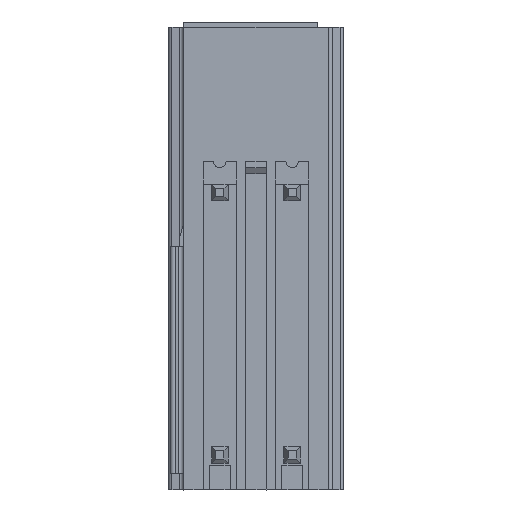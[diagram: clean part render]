
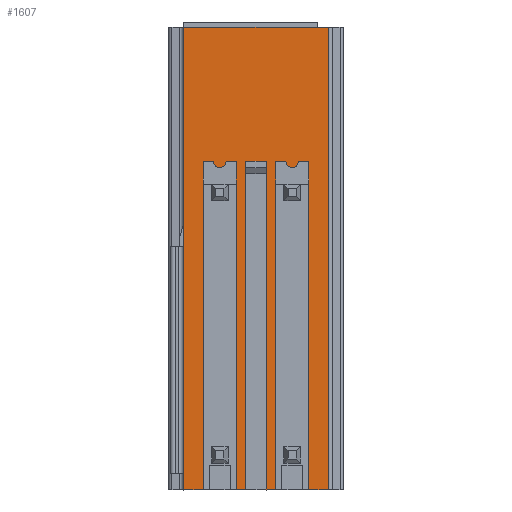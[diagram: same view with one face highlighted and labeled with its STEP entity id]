
A CAD part, front view. The second image highlights one B-rep face of the part: STEP entity #1607.
In plain terms, the highlighted planar face has unit normal (0, -1, 0).
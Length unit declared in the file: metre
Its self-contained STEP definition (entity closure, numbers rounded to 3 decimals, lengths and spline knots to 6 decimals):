
#1607=ADVANCED_FACE('',(#3329),#3330,.T.);
#3329=FACE_OUTER_BOUND('',#5475,.T.);
#3330=PLANE('',#5476);
#5475=EDGE_LOOP('',(#9018,#9019,#9020,#9021,#9022,#9023,#9024,#9025,#9026,#9027,#9028,#9029,#9030,#9031,#9032,#9033,#9034,#9035,#9036,#9037,#9038,#9039,#9040,#9041));
#5476=AXIS2_PLACEMENT_3D('',#9042,#9043,#9044);
#9018=ORIENTED_EDGE('',*,*,#9671,.T.);
#9019=ORIENTED_EDGE('',*,*,#9739,.F.);
#9020=ORIENTED_EDGE('',*,*,#10497,.F.);
#9021=ORIENTED_EDGE('',*,*,#10234,.T.);
#9022=ORIENTED_EDGE('',*,*,#10668,.F.);
#9023=ORIENTED_EDGE('',*,*,#10489,.T.);
#9024=ORIENTED_EDGE('',*,*,#10617,.T.);
#9025=ORIENTED_EDGE('',*,*,#10577,.F.);
#9026=ORIENTED_EDGE('',*,*,#10673,.F.);
#9027=ORIENTED_EDGE('',*,*,#10609,.F.);
#9028=ORIENTED_EDGE('',*,*,#9825,.T.);
#9029=ORIENTED_EDGE('',*,*,#9785,.F.);
#9030=ORIENTED_EDGE('',*,*,#9765,.T.);
#9031=ORIENTED_EDGE('',*,*,#10373,.F.);
#9032=ORIENTED_EDGE('',*,*,#9733,.F.);
#9033=ORIENTED_EDGE('',*,*,#10078,.T.);
#9034=ORIENTED_EDGE('',*,*,#10672,.F.);
#9035=ORIENTED_EDGE('',*,*,#9768,.F.);
#9036=ORIENTED_EDGE('',*,*,#10548,.T.);
#9037=ORIENTED_EDGE('',*,*,#10698,.T.);
#9038=ORIENTED_EDGE('',*,*,#10670,.F.);
#9039=ORIENTED_EDGE('',*,*,#10098,.F.);
#9040=ORIENTED_EDGE('',*,*,#9932,.T.);
#9041=ORIENTED_EDGE('',*,*,#9968,.F.);
#9042=CARTESIAN_POINT('',(0.038695,0.,0.000003));
#9043=DIRECTION('',(0.,-1.0,0.));
#9044=DIRECTION('',(-1.0,0.,0.));
#9671=EDGE_CURVE('',#10920,#10918,#10921,.T.);
#9733=EDGE_CURVE('',#11010,#11012,#11013,.T.);
#9739=EDGE_CURVE('',#11020,#10918,#11021,.T.);
#9765=EDGE_CURVE('',#11055,#11059,#11061,.T.);
#9768=EDGE_CURVE('',#11064,#11066,#11067,.T.);
#9785=EDGE_CURVE('',#11055,#11095,#11096,.T.);
#9825=EDGE_CURVE('',#11152,#11095,#11154,.T.);
#9932=EDGE_CURVE('',#11312,#11314,#11316,.T.);
#9968=EDGE_CURVE('',#10920,#11314,#11371,.T.);
#10078=EDGE_CURVE('',#11010,#11531,#11533,.T.);
#10098=EDGE_CURVE('',#11312,#11561,#11562,.T.);
#10234=EDGE_CURVE('',#11751,#11754,#11756,.T.);
#10373=EDGE_CURVE('',#11012,#11059,#11938,.T.);
#10489=EDGE_CURVE('',#12078,#12076,#12079,.T.);
#10497=EDGE_CURVE('',#11751,#11020,#12089,.T.);
#10548=EDGE_CURVE('',#11064,#12151,#12153,.T.);
#10577=EDGE_CURVE('',#12185,#12178,#12187,.T.);
#10609=EDGE_CURVE('',#11152,#12226,#12227,.T.);
#10617=EDGE_CURVE('',#12076,#12178,#12235,.T.);
#10668=EDGE_CURVE('',#12078,#11754,#12292,.T.);
#10670=EDGE_CURVE('',#11561,#12294,#12295,.T.);
#10672=EDGE_CURVE('',#11066,#11531,#12297,.T.);
#10673=EDGE_CURVE('',#12226,#12185,#12298,.T.);
#10698=EDGE_CURVE('',#12151,#12294,#12325,.T.);
#10918=VERTEX_POINT('',#12612);
#10920=VERTEX_POINT('',#12615);
#10921=CIRCLE('',#12616,0.0003);
#11010=VERTEX_POINT('',#12782);
#11012=VERTEX_POINT('',#12785);
#11013=LINE('',#12786,#12787);
#11020=VERTEX_POINT('',#12797);
#11021=LINE('',#12798,#12799);
#11055=VERTEX_POINT('',#12849);
#11059=VERTEX_POINT('',#12854);
#11061=CIRCLE('',#12857,0.0003);
#11064=VERTEX_POINT('',#12860);
#11066=VERTEX_POINT('',#12863);
#11067=LINE('',#12864,#12865);
#11095=VERTEX_POINT('',#12904);
#11096=LINE('',#12905,#12906);
#11152=VERTEX_POINT('',#12983);
#11154=LINE('',#12986,#12987);
#11312=VERTEX_POINT('',#13216);
#11314=VERTEX_POINT('',#13219);
#11316=LINE('',#13222,#13223);
#11371=LINE('',#13300,#13301);
#11531=VERTEX_POINT('',#13555);
#11533=LINE('',#13558,#13559);
#11561=VERTEX_POINT('',#13598);
#11562=LINE('',#13599,#13600);
#11751=VERTEX_POINT('',#13873);
#11754=VERTEX_POINT('',#13878);
#11756=LINE('',#13881,#13882);
#11938=LINE('',#14153,#14154);
#12076=VERTEX_POINT('',#14349);
#12078=VERTEX_POINT('',#14352);
#12079=LINE('',#14353,#14354);
#12089=LINE('',#14370,#14371);
#12151=VERTEX_POINT('',#14458);
#12153=LINE('',#14461,#14462);
#12178=VERTEX_POINT('',#14497);
#12185=VERTEX_POINT('',#14508);
#12187=LINE('',#14511,#14512);
#12226=VERTEX_POINT('',#14568);
#12227=LINE('',#14569,#14570);
#12235=LINE('',#14581,#14582);
#12292=LINE('',#14666,#14667);
#12294=VERTEX_POINT('',#14670);
#12295=LINE('',#14671,#14672);
#12297=LINE('',#14675,#14676);
#12298=LINE('',#14677,#14678);
#12325=LINE('',#14710,#14711);
#12612=CARTESIAN_POINT('',(0.005549,0.,-0.006498));
#12615=CARTESIAN_POINT('',(0.004949,0.,-0.006498));
#12616=AXIS2_PLACEMENT_3D('',#14871,#14872,#14873);
#12782=CARTESIAN_POINT('',(0.002549,0.,-0.007598));
#12785=CARTESIAN_POINT('',(0.002547,0.,-0.006498));
#12786=CARTESIAN_POINT('',(0.002575,0.,-0.0224));
#12787=VECTOR('',#14936,1.0);
#12797=CARTESIAN_POINT('',(0.006047,0.,-0.006498));
#12798=CARTESIAN_POINT('',(0.004449,0.,-0.006498));
#12799=VECTOR('',#14940,1.0);
#12849=CARTESIAN_POINT('',(0.001449,0.,-0.006498));
#12854=CARTESIAN_POINT('',(0.002049,0.,-0.006498));
#12857=AXIS2_PLACEMENT_3D('',#14962,#14963,#14964);
#12860=CARTESIAN_POINT('',(0.003,0.,-0.006498));
#12863=CARTESIAN_POINT('',(0.003,0.,-0.0224));
#12864=CARTESIAN_POINT('',(0.003,0.,-0.0224));
#12865=VECTOR('',#14966,1.0);
#12904=CARTESIAN_POINT('',(0.000951,0.,-0.006498));
#12905=CARTESIAN_POINT('',(0.000949,0.,-0.006498));
#12906=VECTOR('',#14984,1.0);
#12983=CARTESIAN_POINT('',(0.000949,0.,-0.007598));
#12986=CARTESIAN_POINT('',(0.000923,0.,-0.0224));
#12987=VECTOR('',#15022,1.0);
#13216=CARTESIAN_POINT('',(0.004449,0.,-0.007598));
#13219=CARTESIAN_POINT('',(0.004451,0.,-0.006498));
#13222=CARTESIAN_POINT('',(0.004423,0.,-0.0224));
#13223=VECTOR('',#15105,1.0);
#13300=CARTESIAN_POINT('',(0.004449,0.,-0.006498));
#13301=VECTOR('',#15140,1.0);
#13555=CARTESIAN_POINT('',(0.002549,0.,-0.0224));
#13558=CARTESIAN_POINT('',(0.002549,0.,-0.007598));
#13559=VECTOR('',#15225,1.0);
#13598=CARTESIAN_POINT('',(0.004449,0.,-0.0224));
#13599=CARTESIAN_POINT('',(0.004449,0.,-0.007598));
#13600=VECTOR('',#15243,1.0);
#13873=CARTESIAN_POINT('',(0.006049,0.,-0.007598));
#13878=CARTESIAN_POINT('',(0.006049,0.,-0.0224));
#13881=CARTESIAN_POINT('',(0.006049,0.,-0.007598));
#13882=VECTOR('',#15373,1.0);
#14153=CARTESIAN_POINT('',(0.000949,0.,-0.006498));
#14154=VECTOR('',#15508,1.0);
#14349=CARTESIAN_POINT('',(0.007,0.0,0.0));
#14352=CARTESIAN_POINT('',(0.007,0.,-0.0224));
#14353=CARTESIAN_POINT('',(0.007,0.,0.000003));
#14354=VECTOR('',#15603,1.0);
#14370=CARTESIAN_POINT('',(0.006075,0.,-0.0224));
#14371=VECTOR('',#15610,1.0);
#14458=CARTESIAN_POINT('',(0.004,0.,-0.006498));
#14461=CARTESIAN_POINT('',(0.003155,0.,-0.006498));
#14462=VECTOR('',#15649,1.0);
#14497=CARTESIAN_POINT('',(0.,0.,0.0));
#14508=CARTESIAN_POINT('',(0.,0.,-0.0224));
#14511=CARTESIAN_POINT('',(0.,0.0,0.000003));
#14512=VECTOR('',#15665,1.0);
#14568=CARTESIAN_POINT('',(0.000949,0.,-0.0224));
#14569=CARTESIAN_POINT('',(0.000949,0.,-0.007598));
#14570=VECTOR('',#15692,1.0);
#14581=CARTESIAN_POINT('',(0.038695,0.,0.));
#14582=VECTOR('',#15696,1.0);
#14666=CARTESIAN_POINT('',(0.007905,0.,-0.0224));
#14667=VECTOR('',#15745,1.0);
#14670=CARTESIAN_POINT('',(0.004,0.,-0.0224));
#14671=CARTESIAN_POINT('',(0.038385,0.,-0.0224));
#14672=VECTOR('',#15747,1.0);
#14675=CARTESIAN_POINT('',(0.038695,0.,-0.0224));
#14676=VECTOR('',#15749,1.0);
#14677=CARTESIAN_POINT('',(0.038695,0.,-0.0224));
#14678=VECTOR('',#15750,1.0);
#14710=CARTESIAN_POINT('',(0.004,0.,-0.0224));
#14711=VECTOR('',#15768,1.0);
#14871=CARTESIAN_POINT('',(0.005249,0.,-0.006498));
#14872=DIRECTION('',(0.,-1.0,0.));
#14873=DIRECTION('',(0.,0.,-1.0));
#14936=DIRECTION('',(-0.002,0.,1.));
#14940=DIRECTION('',(-1.0,0.,0.));
#14962=CARTESIAN_POINT('',(0.001749,0.,-0.006498));
#14963=DIRECTION('',(0.,-1.0,0.));
#14964=DIRECTION('',(0.,0.,-1.0));
#14966=DIRECTION('',(0.,0.,-1.));
#14984=DIRECTION('',(-1.0,0.,0.));
#15022=DIRECTION('',(0.002,0.,1.));
#15105=DIRECTION('',(0.002,0.,1.));
#15140=DIRECTION('',(-1.0,0.,0.));
#15225=DIRECTION('',(0.,0.,-1.0));
#15243=DIRECTION('',(0.,0.,-1.0));
#15373=DIRECTION('',(0.,0.,-1.0));
#15508=DIRECTION('',(-1.0,0.,0.));
#15603=DIRECTION('',(0.,0.,1.0));
#15610=DIRECTION('',(-0.002,0.,1.));
#15649=DIRECTION('',(1.,0.,0.));
#15665=DIRECTION('',(0.,0.,1.0));
#15692=DIRECTION('',(0.,0.,-1.0));
#15696=DIRECTION('',(-1.0,0.,0.));
#15745=DIRECTION('',(-1.0,0.,0.));
#15747=DIRECTION('',(-1.0,0.,0.));
#15749=DIRECTION('',(-1.0,0.,0.));
#15750=DIRECTION('',(-1.0,0.,0.));
#15768=DIRECTION('',(0.,0.,-1.));
